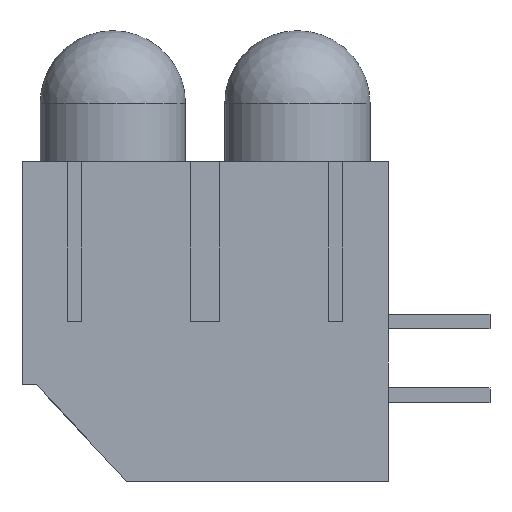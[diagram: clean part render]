
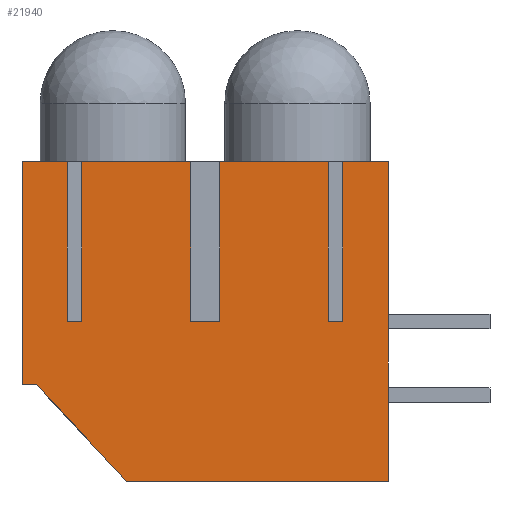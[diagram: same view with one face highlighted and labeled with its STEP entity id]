
A CAD part, left-side view. The second image highlights one B-rep face of the part: STEP entity #21940.
In plain terms, the highlighted planar face has unit normal (-1, 0, 0).
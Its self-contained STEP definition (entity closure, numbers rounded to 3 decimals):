
#195 = VERTEX_POINT ( 'NONE', #8001 ) ;
#199 = ORIENTED_EDGE ( 'NONE', *, *, #13396, .F. ) ;
#200 = ORIENTED_EDGE ( 'NONE', *, *, #201, .T. ) ;
#201 = EDGE_CURVE ( 'NONE', #195, #21932, #8037, .T. ) ;
#303 = ORIENTED_EDGE ( 'NONE', *, *, #305, .F. ) ;
#305 = EDGE_CURVE ( 'NONE', #195, #13393, #8347, .T. ) ;
#511 = ORIENTED_EDGE ( 'NONE', *, *, #556, .T. ) ;
#538 = ORIENTED_EDGE ( 'NONE', *, *, #12876, .F. ) ;
#556 = EDGE_CURVE ( 'NONE', #11871, #589, #8941, .T. ) ;
#586 = EDGE_CURVE ( 'NONE', #589, #21908, #8921, .T. ) ;
#587 = ORIENTED_EDGE ( 'NONE', *, *, #586, .T. ) ;
#589 = VERTEX_POINT ( 'NONE', #8917 ) ;
#4195 = VECTOR ( 'NONE', #4410, 1000. ) ;
#4196 = CARTESIAN_POINT ( 'NONE',  ( -3.05, 4.24, 0. ) ) ;
#4410 = DIRECTION ( 'NONE',  ( 0., 0., 1. ) ) ;
#4830 = DIRECTION ( 'NONE',  ( 0., 0., 1. ) ) ;
#4831 = VECTOR ( 'NONE', #4830, 1000. ) ;
#4832 = CARTESIAN_POINT ( 'NONE',  ( -3.05, 4.74, 0. ) ) ;
#4833 = LINE ( 'NONE', #4832, #4831 ) ;
#5036 = CARTESIAN_POINT ( 'NONE',  ( -3.05, 0.25, 0. ) ) ;
#5038 = LINE ( 'NONE', #4196, #4195 ) ;
#5040 = CARTESIAN_POINT ( 'NONE',  ( -3.05, 4.24, 0. ) ) ;
#5041 = DIRECTION ( 'NONE',  ( 0., 0., 1. ) ) ;
#5042 = VECTOR ( 'NONE', #5041, 1000. ) ;
#5043 = CARTESIAN_POINT ( 'NONE',  ( -3.05, 0.25, 0. ) ) ;
#5044 = LINE ( 'NONE', #5043, #5042 ) ;
#5151 = CARTESIAN_POINT ( 'NONE',  ( -3.05, 5.8, -2.176 ) ) ;
#5212 = CARTESIAN_POINT ( 'NONE',  ( -3.05, 4.74, 0. ) ) ;
#5217 = FACE_OUTER_BOUND ( 'NONE', #21938, .T. ) ;
#5227 = DIRECTION ( 'NONE',  ( 0., 0., 1. ) ) ;
#5228 = VECTOR ( 'NONE', #5227, 1000. ) ;
#5229 = CARTESIAN_POINT ( 'NONE',  ( -3.05, -0.25, 0. ) ) ;
#5230 = LINE ( 'NONE', #5229, #5228 ) ;
#5231 = CARTESIAN_POINT ( 'NONE',  ( -3.05, -4.24, 0. ) ) ;
#5251 = DIRECTION ( 'NONE',  ( 0., 0., 1. ) ) ;
#5252 = VECTOR ( 'NONE', #5251, 1000. ) ;
#5253 = CARTESIAN_POINT ( 'NONE',  ( -3.05, -4.24, 0. ) ) ;
#5254 = DIRECTION ( 'NONE',  ( 0., 0., -1. ) ) ;
#5255 = DIRECTION ( 'NONE',  ( 1., 0., 0. ) ) ;
#5256 = CARTESIAN_POINT ( 'NONE',  ( -3.05, -0.795, -15.542 ) ) ;
#5257 = AXIS2_PLACEMENT_3D ( 'NONE', #5256, #5255, #5254 ) ;
#5258 = LINE ( 'NONE', #5253, #5252 ) ;
#5259 = PLANE ( 'NONE',  #5257 ) ;
#5274 = DIRECTION ( 'NONE',  ( 0., 0., -1. ) ) ;
#5275 = VECTOR ( 'NONE', #5274, 1000. ) ;
#5276 = CARTESIAN_POINT ( 'NONE',  ( -3.05, -6.3, -15.542 ) ) ;
#5277 = LINE ( 'NONE', #5276, #5275 ) ;
#5278 = DIRECTION ( 'NONE',  ( 0., -1., 0. ) ) ;
#5279 = VECTOR ( 'NONE', #5278, 1000. ) ;
#5280 = CARTESIAN_POINT ( 'NONE',  ( -3.05, -0.795, -5.5 ) ) ;
#5281 = LINE ( 'NONE', #5280, #5279 ) ;
#5282 = CARTESIAN_POINT ( 'NONE',  ( -3.05, -6.3, -5.5 ) ) ;
#5292 = DIRECTION ( 'NONE',  ( 0., 1., 0. ) ) ;
#5293 = VECTOR ( 'NONE', #5292, 1000. ) ;
#5294 = CARTESIAN_POINT ( 'NONE',  ( -3.05, 0., 0. ) ) ;
#5295 = LINE ( 'NONE', #5294, #5293 ) ;
#5296 = CARTESIAN_POINT ( 'NONE',  ( -3.05, -0.25, 0. ) ) ;
#5297 = DIRECTION ( 'NONE',  ( 0., 1., 0. ) ) ;
#5298 = VECTOR ( 'NONE', #5297, 1000. ) ;
#5299 = CARTESIAN_POINT ( 'NONE',  ( -3.05, 0., 0. ) ) ;
#5300 = LINE ( 'NONE', #5299, #5298 ) ;
#5522 = VERTEX_POINT ( 'NONE', #9049 ) ;
#5537 = VERTEX_POINT ( 'NONE', #9083 ) ;
#8001 = CARTESIAN_POINT ( 'NONE',  ( -3.05, -4.74, 0. ) ) ;
#8029 = DIRECTION ( 'NONE',  ( 0., 1., 0. ) ) ;
#8030 = VECTOR ( 'NONE', #8029, 1000. ) ;
#8032 = CARTESIAN_POINT ( 'NONE',  ( -3.05, 0., 0. ) ) ;
#8037 = LINE ( 'NONE', #8032, #8030 ) ;
#8344 = DIRECTION ( 'NONE',  ( 0., 0., 1. ) ) ;
#8345 = VECTOR ( 'NONE', #8344, 1000. ) ;
#8346 = CARTESIAN_POINT ( 'NONE',  ( -3.05, -4.74, 0. ) ) ;
#8347 = LINE ( 'NONE', #8346, #8345 ) ;
#8917 = CARTESIAN_POINT ( 'NONE',  ( -3.05, 6.3, -2.176 ) ) ;
#8918 = DIRECTION ( 'NONE',  ( 0., -1., 0. ) ) ;
#8919 = VECTOR ( 'NONE', #8918, 1000. ) ;
#8920 = CARTESIAN_POINT ( 'NONE',  ( -3.05, -0.795, -2.176 ) ) ;
#8921 = LINE ( 'NONE', #8920, #8919 ) ;
#8938 = DIRECTION ( 'NONE',  ( 0., 0., -1. ) ) ;
#8939 = VECTOR ( 'NONE', #8938, 1000. ) ;
#8940 = CARTESIAN_POINT ( 'NONE',  ( -3.05, 6.3, -15.542 ) ) ;
#8941 = LINE ( 'NONE', #8940, #8939 ) ;
#9049 = CARTESIAN_POINT ( 'NONE',  ( -3.05, 4.24, 5.5 ) ) ;
#9083 = CARTESIAN_POINT ( 'NONE',  ( -3.05, 4.74, 5.5 ) ) ;
#11871 = VERTEX_POINT ( 'NONE', #19029 ) ;
#12586 = VERTEX_POINT ( 'NONE', #19028 ) ;
#12876 = EDGE_CURVE ( 'NONE', #11871, #5537, #19027, .T. ) ;
#13256 = VERTEX_POINT ( 'NONE', #19019 ) ;
#13371 = EDGE_CURVE ( 'NONE', #13256, #12586, #19253, .T. ) ;
#13390 = EDGE_CURVE ( 'NONE', #5522, #13391, #19299, .T. ) ;
#13391 = VERTEX_POINT ( 'NONE', #19293 ) ;
#13393 = VERTEX_POINT ( 'NONE', #19295 ) ;
#13396 = EDGE_CURVE ( 'NONE', #13393, #13397, #19356, .T. ) ;
#13397 = VERTEX_POINT ( 'NONE', #19352 ) ;
#13436 = EDGE_CURVE ( 'NONE', #21908, #13440, #19403, .T. ) ;
#13440 = VERTEX_POINT ( 'NONE', #19391 ) ;
#19019 = CARTESIAN_POINT ( 'NONE',  ( -3.05, -0.25, 5.5 ) ) ;
#19024 = DIRECTION ( 'NONE',  ( 0., -1., 0. ) ) ;
#19025 = VECTOR ( 'NONE', #19024, 1000. ) ;
#19026 = CARTESIAN_POINT ( 'NONE',  ( -3.05, -0.795, 5.5 ) ) ;
#19027 = LINE ( 'NONE', #19026, #19025 ) ;
#19028 = CARTESIAN_POINT ( 'NONE',  ( -3.05, -4.24, 5.5 ) ) ;
#19029 = CARTESIAN_POINT ( 'NONE',  ( -3.05, 6.3, 5.5 ) ) ;
#19250 = DIRECTION ( 'NONE',  ( 0., -1., 0. ) ) ;
#19251 = VECTOR ( 'NONE', #19250, 1000. ) ;
#19252 = CARTESIAN_POINT ( 'NONE',  ( -3.05, -0.795, 5.5 ) ) ;
#19253 = LINE ( 'NONE', #19252, #19251 ) ;
#19293 = CARTESIAN_POINT ( 'NONE',  ( -3.05, 0.25, 5.5 ) ) ;
#19295 = CARTESIAN_POINT ( 'NONE',  ( -3.05, -4.74, 5.5 ) ) ;
#19296 = DIRECTION ( 'NONE',  ( 0., -1., 0. ) ) ;
#19297 = VECTOR ( 'NONE', #19296, 1000. ) ;
#19298 = CARTESIAN_POINT ( 'NONE',  ( -3.05, -0.795, 5.5 ) ) ;
#19299 = LINE ( 'NONE', #19298, #19297 ) ;
#19352 = CARTESIAN_POINT ( 'NONE',  ( -3.05, -6.3, 5.5 ) ) ;
#19353 = DIRECTION ( 'NONE',  ( 0., -1., 0. ) ) ;
#19354 = VECTOR ( 'NONE', #19353, 1000. ) ;
#19355 = CARTESIAN_POINT ( 'NONE',  ( -3.05, -0.795, 5.5 ) ) ;
#19356 = LINE ( 'NONE', #19355, #19354 ) ;
#19391 = CARTESIAN_POINT ( 'NONE',  ( -3.05, 2.7, -5.5 ) ) ;
#19400 = DIRECTION ( 'NONE',  ( 0., -0.682, -0.731 ) ) ;
#19401 = VECTOR ( 'NONE', #19400, 1000. ) ;
#19402 = CARTESIAN_POINT ( 'NONE',  ( -3.05, -3.934, -12.614 ) ) ;
#19403 = LINE ( 'NONE', #19402, #19401 ) ;
#21908 = VERTEX_POINT ( 'NONE', #5151 ) ;
#21909 = VERTEX_POINT ( 'NONE', #5212 ) ;
#21922 = ORIENTED_EDGE ( 'NONE', *, *, #21988, .T. ) ;
#21924 = ORIENTED_EDGE ( 'NONE', *, *, #13436, .T. ) ;
#21929 = ORIENTED_EDGE ( 'NONE', *, *, #13371, .F. ) ;
#21930 = ORIENTED_EDGE ( 'NONE', *, *, #21933, .F. ) ;
#21932 = VERTEX_POINT ( 'NONE', #5231 ) ;
#21933 = EDGE_CURVE ( 'NONE', #21962, #13256, #5230, .T. ) ;
#21938 = EDGE_LOOP ( 'NONE', ( #21942, #21929, #21930, #21963, #21957, #21955, #21956, #21954, #21947, #538, #511, #587, #21924, #21922, #21990, #199, #303, #200 ) ) ;
#21940 = ADVANCED_FACE ( 'NONE', ( #5217 ), #5259, .F. ) ;
#21941 = EDGE_CURVE ( 'NONE', #21932, #12586, #5258, .T. ) ;
#21942 = ORIENTED_EDGE ( 'NONE', *, *, #21941, .T. ) ;
#21947 = ORIENTED_EDGE ( 'NONE', *, *, #21949, .T. ) ;
#21949 = EDGE_CURVE ( 'NONE', #21909, #5537, #4833, .T. ) ;
#21953 = VERTEX_POINT ( 'NONE', #5036 ) ;
#21954 = ORIENTED_EDGE ( 'NONE', *, *, #21961, .T. ) ;
#21955 = ORIENTED_EDGE ( 'NONE', *, *, #13390, .F. ) ;
#21956 = ORIENTED_EDGE ( 'NONE', *, *, #21960, .F. ) ;
#21957 = ORIENTED_EDGE ( 'NONE', *, *, #21958, .T. ) ;
#21958 = EDGE_CURVE ( 'NONE', #21953, #13391, #5044, .T. ) ;
#21959 = VERTEX_POINT ( 'NONE', #5040 ) ;
#21960 = EDGE_CURVE ( 'NONE', #21959, #5522, #5038, .T. ) ;
#21961 = EDGE_CURVE ( 'NONE', #21959, #21909, #5300, .T. ) ;
#21962 = VERTEX_POINT ( 'NONE', #5296 ) ;
#21963 = ORIENTED_EDGE ( 'NONE', *, *, #21964, .T. ) ;
#21964 = EDGE_CURVE ( 'NONE', #21962, #21953, #5295, .T. ) ;
#21987 = VERTEX_POINT ( 'NONE', #5282 ) ;
#21988 = EDGE_CURVE ( 'NONE', #13440, #21987, #5281, .T. ) ;
#21989 = EDGE_CURVE ( 'NONE', #13397, #21987, #5277, .T. ) ;
#21990 = ORIENTED_EDGE ( 'NONE', *, *, #21989, .F. ) ;
